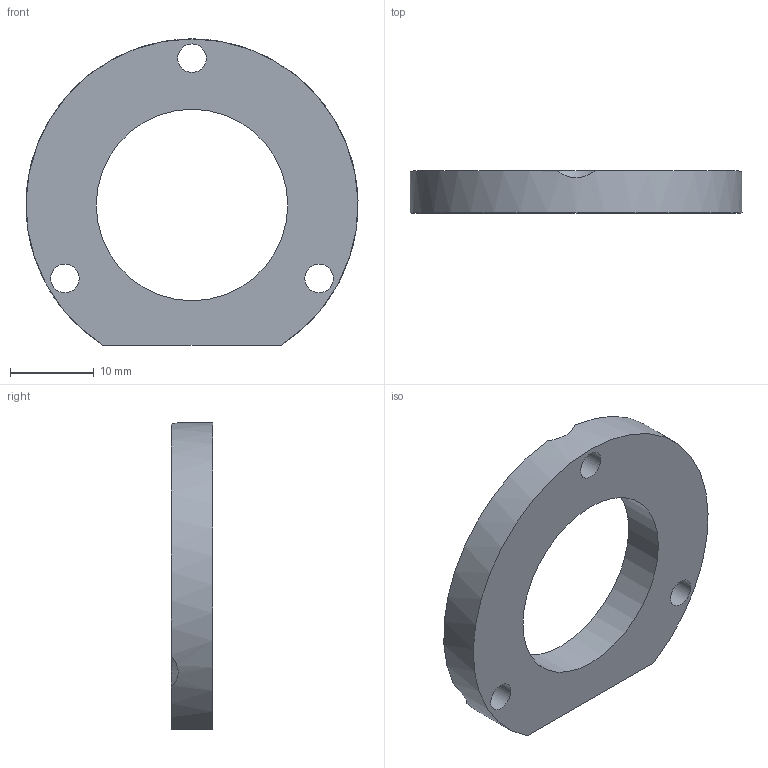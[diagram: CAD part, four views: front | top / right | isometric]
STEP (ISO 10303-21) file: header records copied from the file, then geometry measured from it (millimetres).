
FILE_DESCRIPTION(/* description */ ('STEP AP214'),/* implementation_level */ '2;1');
FILE_NAME(/* name */ 'SampleChamber_4Objective_Nikon40x_Holder_ring-TailModif_M25.stp',/* time_stamp */ '2023-03-16T17:21:44+01:00',/* author */ ('Charlene Brillard'),/* organization */ (''),/* preprocessor_version */ 'ST-DEVELOPER v16.5',/* originating_system */ 'Autodesk Inventor 2017',/* authorisation */ '');
FILE_SCHEMA (('AUTOMOTIVE_DESIGN { 1 0 10303 214 3 1 1 }'));
Length unit declared in the file: millimetre
Products named in the file (1): SampleChamber_4Objective_Nikon40x_Holder_ring-TailModif
Bounding box: 39.59 x 5 x 36.5 mm (x, y, z)
Volume: 3665.4 mm3; surface area: 2695.3 mm2
Topology: 1 solids, 1 shells, 21 faces, 56 edges, 37 vertices
Faces by surface type: cylinder 10, plane 6, cone 5
Full cylindrical faces by diameter (mm): 1.567 x2, 2.3 x3, 3.4 x3, 22.835 x1
Entity records: 586 total; most frequent: CARTESIAN_POINT 112, DIRECTION 100, ORIENTED_EDGE 66, AXIS2_PLACEMENT_3D 48, EDGE_LOOP 43, EDGE_CURVE 33, VERTEX_POINT 28, CIRCLE 26
